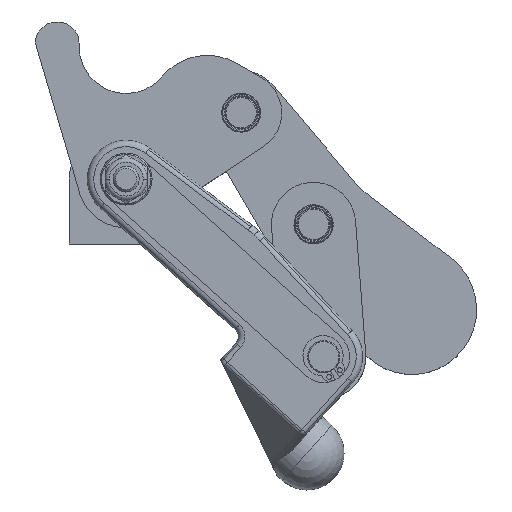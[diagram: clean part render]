
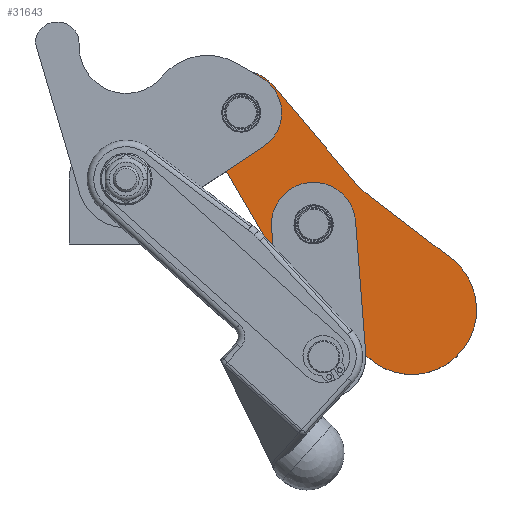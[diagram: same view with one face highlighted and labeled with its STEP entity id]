
A CAD part, top view. The second image highlights one B-rep face of the part: STEP entity #31643.
In plain terms, the highlighted planar face has unit normal (0, 0, 1).
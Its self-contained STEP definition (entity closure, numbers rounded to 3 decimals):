
#3254=CARTESIAN_POINT('',(32.005,178.65,93.143));
#3255=VERTEX_POINT('',#3254);
#3264=CARTESIAN_POINT('',(2.834,151.305,93.143));
#3265=VERTEX_POINT('',#3264);
#3266=CARTESIAN_POINT('',(17.019,165.404,93.143));
#3267=DIRECTION('',(0.,0.,-1.));
#3268=DIRECTION('',(-0.749,-0.662,0.));
#3269=AXIS2_PLACEMENT_3D('',#3266,#3267,#3268);
#3270=CIRCLE('',#3269,20.0);
#3271=EDGE_CURVE('',#3255,#3265,#3270,.T.);
#31294=CARTESIAN_POINT('',(-25.729,183.695,93.143));
#31295=VERTEX_POINT('',#31294);
#31361=CARTESIAN_POINT('',(-26.271,190.732,93.143));
#31362=VERTEX_POINT('',#31361);
#31363=CARTESIAN_POINT('',(-0.348,192.731,93.143));
#31364=VERTEX_POINT('',#31363);
#31365=CARTESIAN_POINT('',(-13.31,191.731,93.143));
#31366=DIRECTION('',(0.,0.,-1.0));
#31367=DIRECTION('',(-0.997,-0.077,0.));
#31368=AXIS2_PLACEMENT_3D('',#31365,#31366,#31367);
#31369=CIRCLE('',#31368,13.0);
#31370=EDGE_CURVE('',#31362,#31364,#31369,.T.);
#31403=CARTESIAN_POINT('',(-25.729,183.695,93.143));
#31404=DIRECTION('',(-0.077,0.997,0.0));
#31405=VECTOR('',#31404,7.058);
#31406=LINE('',#31403,#31405);
#31407=EDGE_CURVE('',#31295,#31362,#31406,.T.);
#31442=CARTESIAN_POINT('',(2.803,151.852,93.143));
#31443=VERTEX_POINT('',#31442);
#31444=CARTESIAN_POINT('',(-10.158,150.853,93.143));
#31445=DIRECTION('',(0.,0.,-1.0));
#31446=DIRECTION('',(0.997,0.077,0.));
#31447=AXIS2_PLACEMENT_3D('',#31444,#31445,#31446);
#31448=CIRCLE('',#31447,13.0);
#31449=EDGE_CURVE('',#31443,#3265,#31448,.T.);
#31484=CARTESIAN_POINT('',(-0.348,192.731,93.143));
#31485=DIRECTION('',(0.077,-0.997,0.0));
#31486=VECTOR('',#31485,41.);
#31487=LINE('',#31484,#31486);
#31488=EDGE_CURVE('',#31364,#31443,#31487,.T.);
#31548=CARTESIAN_POINT('',(-7.122,191.297,93.143));
#31549=DIRECTION('',(0.0,0.0,1.0));
#31550=DIRECTION('',(-0.502,0.865,0.0));
#31551=AXIS2_PLACEMENT_3D('',#31548,#31549,#31550);
#31552=PLANE('',#31551);
#31553=ORIENTED_EDGE('',*,*,#31407,.T.);
#31554=ORIENTED_EDGE('',*,*,#31370,.T.);
#31555=ORIENTED_EDGE('',*,*,#31488,.T.);
#31556=ORIENTED_EDGE('',*,*,#31449,.T.);
#31557=ORIENTED_EDGE('',*,*,#3271,.F.);
#31558=CARTESIAN_POINT('',(29.152,181.304,93.143));
#31559=VERTEX_POINT('',#31558);
#31560=CARTESIAN_POINT('',(17.019,165.404,93.143));
#31561=DIRECTION('',(0.,0.,-1.));
#31562=DIRECTION('',(-0.749,-0.662,0.));
#31563=AXIS2_PLACEMENT_3D('',#31560,#31561,#31562);
#31564=CIRCLE('',#31563,20.0);
#31565=EDGE_CURVE('',#31559,#3255,#31564,.T.);
#31566=ORIENTED_EDGE('',*,*,#31565,.F.);
#31567=CARTESIAN_POINT('',(3.923,200.555,93.143));
#31568=VERTEX_POINT('',#31567);
#31569=CARTESIAN_POINT('',(3.923,200.555,93.143));
#31570=DIRECTION('',(0.795,-0.607,0.));
#31571=VECTOR('',#31570,31.735);
#31572=LINE('',#31569,#31571);
#31573=EDGE_CURVE('',#31568,#31559,#31572,.T.);
#31574=ORIENTED_EDGE('',*,*,#31573,.F.);
#31575=CARTESIAN_POINT('',(-0.808,205.059,93.143));
#31576=VERTEX_POINT('',#31575);
#31577=CARTESIAN_POINT('',(22.122,224.405,93.143));
#31578=DIRECTION('',(0.,0.,1.));
#31579=DIRECTION('',(0.764,0.645,0.));
#31580=AXIS2_PLACEMENT_3D('',#31577,#31578,#31579);
#31581=CIRCLE('',#31580,30.);
#31582=EDGE_CURVE('',#31576,#31568,#31581,.T.);
#31583=ORIENTED_EDGE('',*,*,#31582,.F.);
#31584=CARTESIAN_POINT('',(-25.699,234.561,93.143));
#31585=VERTEX_POINT('',#31584);
#31586=CARTESIAN_POINT('',(-25.699,234.561,93.143));
#31587=DIRECTION('',(0.645,-0.764,0.0));
#31588=VECTOR('',#31587,38.6);
#31589=LINE('',#31586,#31588);
#31590=EDGE_CURVE('',#31585,#31576,#31589,.T.);
#31591=ORIENTED_EDGE('',*,*,#31590,.F.);
#31592=CARTESIAN_POINT('',(-32.465,238.786,93.143));
#31593=VERTEX_POINT('',#31592);
#31594=CARTESIAN_POINT('',(-35.635,226.178,93.143));
#31595=DIRECTION('',(0.,0.,-1.));
#31596=DIRECTION('',(0.764,0.645,0.));
#31597=AXIS2_PLACEMENT_3D('',#31594,#31595,#31596);
#31598=CIRCLE('',#31597,13.);
#31599=EDGE_CURVE('',#31593,#31585,#31598,.T.);
#31600=ORIENTED_EDGE('',*,*,#31599,.F.);
#31601=CARTESIAN_POINT('',(-29.383,237.007,93.143));
#31602=VERTEX_POINT('',#31601);
#31603=CARTESIAN_POINT('',(-29.383,237.007,93.143));
#31604=DIRECTION('',(-0.866,0.5,0.0));
#31605=VECTOR('',#31604,3.558);
#31606=LINE('',#31603,#31605);
#31607=EDGE_CURVE('',#31602,#31593,#31606,.T.);
#31608=ORIENTED_EDGE('',*,*,#31607,.F.);
#31609=CARTESIAN_POINT('',(-28.734,215.751,93.143));
#31610=VERTEX_POINT('',#31609);
#31611=CARTESIAN_POINT('',(-35.635,226.178,93.143));
#31612=DIRECTION('',(0.0,0.0,1.0));
#31613=DIRECTION('',(0.5,-0.866,0.0));
#31614=AXIS2_PLACEMENT_3D('',#31611,#31612,#31613);
#31615=CIRCLE('',#31614,12.504);
#31616=EDGE_CURVE('',#31610,#31602,#31615,.T.);
#31617=ORIENTED_EDGE('',*,*,#31616,.F.);
#31618=CARTESIAN_POINT('',(-40.203,208.162,93.143));
#31619=VERTEX_POINT('',#31618);
#31620=CARTESIAN_POINT('',(-28.734,215.751,93.143));
#31621=DIRECTION('',(-0.834,-0.552,0.));
#31622=VECTOR('',#31621,13.752);
#31623=LINE('',#31620,#31622);
#31624=EDGE_CURVE('',#31610,#31619,#31623,.T.);
#31625=ORIENTED_EDGE('',*,*,#31624,.T.);
#31626=CARTESIAN_POINT('',(-27.764,186.751,93.143));
#31627=VERTEX_POINT('',#31626);
#31628=CARTESIAN_POINT('',(-27.764,186.751,93.143));
#31629=DIRECTION('',(-0.502,0.865,0.0));
#31630=VECTOR('',#31629,24.761);
#31631=LINE('',#31628,#31630);
#31632=EDGE_CURVE('',#31627,#31619,#31631,.T.);
#31633=ORIENTED_EDGE('',*,*,#31632,.F.);
#31634=CARTESIAN_POINT('',(-1.824,201.821,93.143));
#31635=DIRECTION('',(0.,0.,-1.));
#31636=DIRECTION('',(-0.865,-0.502,0.));
#31637=AXIS2_PLACEMENT_3D('',#31634,#31635,#31636);
#31638=CIRCLE('',#31637,30.);
#31639=EDGE_CURVE('',#31295,#31627,#31638,.T.);
#31640=ORIENTED_EDGE('',*,*,#31639,.F.);
#31641=EDGE_LOOP('',(#31553,#31554,#31555,#31556,#31557,#31566,#31574,#31583,#31591,#31600,#31608,#31617,#31625,#31633,#31640));
#31642=FACE_OUTER_BOUND('',#31641,.T.);
#31643=ADVANCED_FACE('',(#31642),#31552,.T.);
